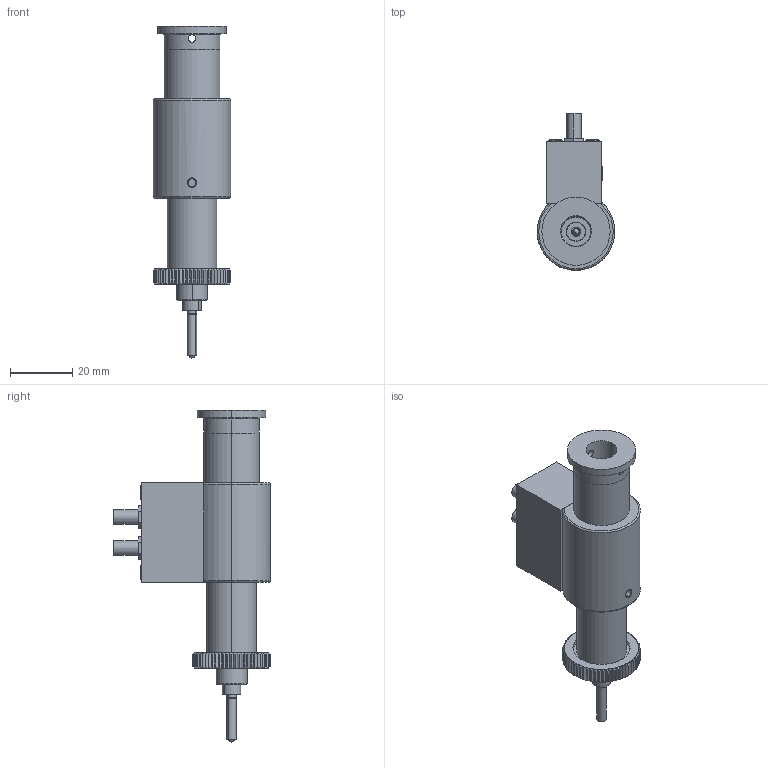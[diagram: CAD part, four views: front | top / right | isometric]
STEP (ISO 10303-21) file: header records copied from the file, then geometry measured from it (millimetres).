
FILE_DESCRIPTION (( 'STEP AP214' ), '1' );
FILE_NAME ('10878-E0W.step', '2007-10-25T00:20:16', ( ' ' ), ( ' ' ), 'SwSTEP 2.0', 'SolidWorks 2007', '' );
FILE_SCHEMA (( 'AUTOMOTIVE_DESIGN' ));
Length unit declared in the file: inch
Products named in the file (1): 10878-E0W
Bounding box: 25 x 50.5 x 107 mm (x, y, z)
Surface area: 13464.2 mm2 (no closed solid volume)
Topology: 0 solids, 27 shells, 483 faces, 1878 edges, 1316 vertices
Faces by surface type: plane 213, cone 136, cylinder 121, torus 10, sphere 2, bspline 1
Entity records: 27563 total; most frequent: CARTESIAN_POINT 6731, ORIENTED_EDGE 3001, DIRECTION 2673, EDGE_CURVE 1869, VERTEX_POINT 1313, AXIS2_PLACEMENT_3D 905, VECTOR 863, LINE 863
